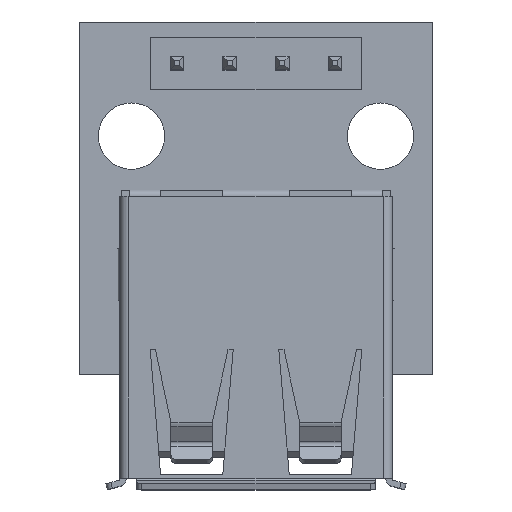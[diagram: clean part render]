
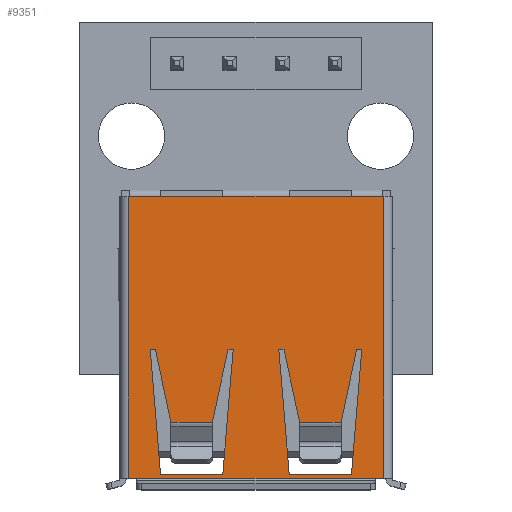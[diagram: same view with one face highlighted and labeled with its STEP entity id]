
A CAD part, top view. The second image highlights one B-rep face of the part: STEP entity #9351.
In plain terms, the highlighted planar face has unit normal (0, 0, 1).
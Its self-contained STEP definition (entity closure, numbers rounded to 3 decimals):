
#137=FACE_BOUND('',#3607,.T.);
#138=FACE_BOUND('',#3608,.T.);
#473=PLANE('',#10139);
#776=LINE('',#13414,#1765);
#787=LINE('',#13441,#1776);
#813=LINE('',#13496,#1802);
#815=LINE('',#13499,#1804);
#816=LINE('',#13501,#1805);
#826=LINE('',#13522,#1815);
#831=LINE('',#13535,#1820);
#1111=LINE('',#14590,#2100);
#1130=LINE('',#14640,#2119);
#1133=LINE('',#14650,#2122);
#1137=LINE('',#14657,#2126);
#1140=LINE('',#14663,#2129);
#1142=LINE('',#14666,#2131);
#1145=LINE('',#14672,#2134);
#1147=LINE('',#14675,#2136);
#1150=LINE('',#14694,#2139);
#1176=LINE('',#14780,#2165);
#1179=LINE('',#14788,#2168);
#1182=LINE('',#14794,#2171);
#1185=LINE('',#14800,#2174);
#1188=LINE('',#14806,#2177);
#1191=LINE('',#14810,#2180);
#1193=LINE('',#14813,#2182);
#1475=LINE('',#15536,#2464);
#1480=LINE('',#15553,#2469);
#1487=LINE('',#15579,#2476);
#1489=LINE('',#15585,#2478);
#1490=LINE('',#15587,#2479);
#1765=VECTOR('',#10802,10.);
#1776=VECTOR('',#10829,10.);
#1802=VECTOR('',#10877,10.);
#1804=VECTOR('',#10881,10.);
#1805=VECTOR('',#10884,10.);
#1815=VECTOR('',#10904,10.);
#1820=VECTOR('',#10915,10.);
#2100=VECTOR('',#11709,10.);
#2119=VECTOR('',#11764,10.);
#2122=VECTOR('',#11773,10.);
#2126=VECTOR('',#11779,10.);
#2129=VECTOR('',#11784,10.);
#2131=VECTOR('',#11788,10.);
#2134=VECTOR('',#11793,10.);
#2136=VECTOR('',#11797,10.);
#2139=VECTOR('',#11810,10.);
#2165=VECTOR('',#11894,10.);
#2168=VECTOR('',#11899,10.);
#2171=VECTOR('',#11904,10.);
#2174=VECTOR('',#11909,10.);
#2177=VECTOR('',#11914,10.);
#2180=VECTOR('',#11919,10.);
#2182=VECTOR('',#11923,10.);
#2464=VECTOR('',#12575,10.);
#2469=VECTOR('',#12598,10.);
#2476=VECTOR('',#12637,10.);
#2478=VECTOR('',#12647,10.);
#2479=VECTOR('',#12650,10.);
#3087=FACE_OUTER_BOUND('',#3606,.T.);
#3606=EDGE_LOOP('',(#8598,#8599,#8600,#8601,#8602,#8603,#8604,#8605,#8606,
#8607,#8608,#8609));
#3607=EDGE_LOOP('',(#8610,#8611,#8612,#8613,#8614,#8615,#8616,#8617,#8618,
#8619));
#3608=EDGE_LOOP('',(#8620,#8621,#8622,#8623,#8624,#8625,#8626,#8627,#8628,
#8629));
#3757=CIRCLE('',#9847,0.3);
#3762=CIRCLE('',#9856,0.3);
#3772=CIRCLE('',#9887,0.3);
#3775=CIRCLE('',#9892,0.3);
#4084=VERTEX_POINT('',#13411);
#4085=VERTEX_POINT('',#13413);
#4090=VERTEX_POINT('',#13432);
#4093=VERTEX_POINT('',#13440);
#4096=VERTEX_POINT('',#13453);
#4109=VERTEX_POINT('',#13483);
#4117=VERTEX_POINT('',#13521);
#4122=VERTEX_POINT('',#13533);
#4394=VERTEX_POINT('',#14542);
#4395=VERTEX_POINT('',#14544);
#4409=VERTEX_POINT('',#14581);
#4410=VERTEX_POINT('',#14583);
#4412=VERTEX_POINT('',#14589);
#4428=VERTEX_POINT('',#14647);
#4429=VERTEX_POINT('',#14649);
#4431=VERTEX_POINT('',#14655);
#4433=VERTEX_POINT('',#14661);
#4435=VERTEX_POINT('',#14670);
#4439=VERTEX_POINT('',#14685);
#4440=VERTEX_POINT('',#14687);
#4442=VERTEX_POINT('',#14693);
#4446=VERTEX_POINT('',#14702);
#4447=VERTEX_POINT('',#14704);
#4472=VERTEX_POINT('',#14785);
#4473=VERTEX_POINT('',#14787);
#4475=VERTEX_POINT('',#14793);
#4477=VERTEX_POINT('',#14799);
#4479=VERTEX_POINT('',#14805);
#4692=VERTEX_POINT('',#15504);
#4698=VERTEX_POINT('',#15533);
#4699=VERTEX_POINT('',#15535);
#4702=VERTEX_POINT('',#15551);
#5049=EDGE_CURVE('',#4084,#4085,#776,.T.);
#5063=EDGE_CURVE('',#4090,#4093,#787,.T.);
#5092=EDGE_CURVE('',#4109,#4090,#813,.T.);
#5094=EDGE_CURVE('',#4093,#4084,#815,.T.);
#5095=EDGE_CURVE('',#4085,#4096,#816,.T.);
#5106=EDGE_CURVE('',#4096,#4117,#826,.T.);
#5113=EDGE_CURVE('',#4122,#4109,#831,.T.);
#5525=EDGE_CURVE('',#4394,#4395,#3757,.T.);
#5541=EDGE_CURVE('',#4410,#4409,#3762,.F.);
#5544=EDGE_CURVE('',#4412,#4410,#1111,.T.);
#5570=EDGE_CURVE('',#4409,#4395,#1130,.T.);
#5574=EDGE_CURVE('',#4429,#4428,#1133,.T.);
#5578=EDGE_CURVE('',#4428,#4431,#1137,.T.);
#5581=EDGE_CURVE('',#4431,#4433,#1140,.T.);
#5583=EDGE_CURVE('',#4433,#4412,#1142,.T.);
#5586=EDGE_CURVE('',#4394,#4435,#1145,.T.);
#5588=EDGE_CURVE('',#4435,#4429,#1147,.T.);
#5592=EDGE_CURVE('',#4440,#4439,#3772,.F.);
#5595=EDGE_CURVE('',#4442,#4440,#1150,.T.);
#5600=EDGE_CURVE('',#4446,#4447,#3775,.T.);
#5637=EDGE_CURVE('',#4447,#4439,#1176,.F.);
#5640=EDGE_CURVE('',#4473,#4472,#1179,.T.);
#5643=EDGE_CURVE('',#4475,#4473,#1182,.T.);
#5646=EDGE_CURVE('',#4477,#4475,#1185,.T.);
#5649=EDGE_CURVE('',#4479,#4477,#1188,.T.);
#5652=EDGE_CURVE('',#4446,#4479,#1191,.T.);
#5654=EDGE_CURVE('',#4472,#4442,#1193,.T.);
#6000=EDGE_CURVE('',#4699,#4698,#1475,.T.);
#6008=EDGE_CURVE('',#4692,#4702,#1480,.T.);
#6022=EDGE_CURVE('',#4698,#4692,#1487,.T.);
#6024=EDGE_CURVE('',#4702,#4117,#1489,.T.);
#6025=EDGE_CURVE('',#4699,#4122,#1490,.T.);
#8598=ORIENTED_EDGE('',*,*,#6000,.T.);
#8599=ORIENTED_EDGE('',*,*,#6022,.T.);
#8600=ORIENTED_EDGE('',*,*,#6008,.T.);
#8601=ORIENTED_EDGE('',*,*,#6024,.T.);
#8602=ORIENTED_EDGE('',*,*,#5106,.F.);
#8603=ORIENTED_EDGE('',*,*,#5095,.F.);
#8604=ORIENTED_EDGE('',*,*,#5049,.F.);
#8605=ORIENTED_EDGE('',*,*,#5094,.F.);
#8606=ORIENTED_EDGE('',*,*,#5063,.F.);
#8607=ORIENTED_EDGE('',*,*,#5092,.F.);
#8608=ORIENTED_EDGE('',*,*,#5113,.F.);
#8609=ORIENTED_EDGE('',*,*,#6025,.F.);
#8610=ORIENTED_EDGE('',*,*,#5574,.T.);
#8611=ORIENTED_EDGE('',*,*,#5578,.T.);
#8612=ORIENTED_EDGE('',*,*,#5581,.T.);
#8613=ORIENTED_EDGE('',*,*,#5583,.T.);
#8614=ORIENTED_EDGE('',*,*,#5544,.T.);
#8615=ORIENTED_EDGE('',*,*,#5541,.T.);
#8616=ORIENTED_EDGE('',*,*,#5570,.T.);
#8617=ORIENTED_EDGE('',*,*,#5525,.F.);
#8618=ORIENTED_EDGE('',*,*,#5586,.T.);
#8619=ORIENTED_EDGE('',*,*,#5588,.T.);
#8620=ORIENTED_EDGE('',*,*,#5640,.T.);
#8621=ORIENTED_EDGE('',*,*,#5654,.T.);
#8622=ORIENTED_EDGE('',*,*,#5595,.T.);
#8623=ORIENTED_EDGE('',*,*,#5592,.T.);
#8624=ORIENTED_EDGE('',*,*,#5637,.F.);
#8625=ORIENTED_EDGE('',*,*,#5600,.F.);
#8626=ORIENTED_EDGE('',*,*,#5652,.T.);
#8627=ORIENTED_EDGE('',*,*,#5649,.T.);
#8628=ORIENTED_EDGE('',*,*,#5646,.T.);
#8629=ORIENTED_EDGE('',*,*,#5643,.T.);
#9351=ADVANCED_FACE('',(#3087,#137,#138),#473,.T.);
#9847=AXIS2_PLACEMENT_3D('',#14545,#11677,#11678);
#9856=AXIS2_PLACEMENT_3D('',#14584,#11702,#11703);
#9887=AXIS2_PLACEMENT_3D('',#14688,#11803,#11804);
#9892=AXIS2_PLACEMENT_3D('',#14705,#11818,#11819);
#10139=AXIS2_PLACEMENT_3D('',#15586,#12648,#12649);
#10802=DIRECTION('',(1.,0.,0.));
#10829=DIRECTION('',(1.,0.,0.));
#10877=DIRECTION('',(1.,0.,0.));
#10881=DIRECTION('',(1.,0.,0.));
#10884=DIRECTION('',(1.,0.,0.));
#10904=DIRECTION('',(1.,0.,0.));
#10915=DIRECTION('',(1.,0.,0.));
#11677=DIRECTION('center_axis',(0.,0.,1.));
#11678=DIRECTION('ref_axis',(-0.994,0.105,0.));
#11702=DIRECTION('center_axis',(0.,0.,1.));
#11703=DIRECTION('ref_axis',(0.994,0.105,0.));
#11709=DIRECTION('',(0.21,-0.978,0.));
#11764=DIRECTION('',(1.,0.,0.));
#11773=DIRECTION('',(-0.083,-0.997,0.));
#11779=DIRECTION('',(-1.,0.,0.));
#11784=DIRECTION('',(-0.083,0.997,0.));
#11788=DIRECTION('',(1.,0.,0.));
#11793=DIRECTION('',(0.21,0.978,0.));
#11797=DIRECTION('',(1.,0.,0.));
#11803=DIRECTION('center_axis',(0.,0.,1.));
#11804=DIRECTION('ref_axis',(0.994,0.105,0.));
#11810=DIRECTION('',(0.21,-0.978,0.));
#11818=DIRECTION('center_axis',(0.,0.,1.));
#11819=DIRECTION('ref_axis',(-0.994,0.105,0.));
#11894=DIRECTION('',(1.,0.,0.));
#11899=DIRECTION('',(-0.083,0.997,0.));
#11904=DIRECTION('',(-1.,0.,0.));
#11909=DIRECTION('',(-0.083,-0.997,0.));
#11914=DIRECTION('',(1.,0.,0.));
#11919=DIRECTION('',(0.21,0.978,0.));
#11923=DIRECTION('',(1.,0.,0.));
#12575=DIRECTION('',(1.,0.,0.));
#12598=DIRECTION('',(1.,0.,0.));
#12637=DIRECTION('',(1.,0.,0.));
#12647=DIRECTION('',(0.,1.,0.));
#12648=DIRECTION('center_axis',(0.,0.,1.));
#12649=DIRECTION('ref_axis',(1.,0.,0.));
#12650=DIRECTION('',(0.,1.,0.));
#13411=CARTESIAN_POINT('',(1.6,8.585,8.07));
#13413=CARTESIAN_POINT('',(4.6,8.585,8.07));
#13414=CARTESIAN_POINT('',(-6.15,8.585,8.07));
#13432=CARTESIAN_POINT('',(-4.6,8.585,8.07));
#13440=CARTESIAN_POINT('',(-1.6,8.585,8.07));
#13441=CARTESIAN_POINT('',(-6.15,8.585,8.07));
#13453=CARTESIAN_POINT('',(6.1,8.585,8.07));
#13483=CARTESIAN_POINT('',(-6.1,8.585,8.07));
#13496=CARTESIAN_POINT('',(-6.15,8.585,8.07));
#13499=CARTESIAN_POINT('',(-6.15,8.585,8.07));
#13501=CARTESIAN_POINT('',(-6.15,8.585,8.07));
#13521=CARTESIAN_POINT('',(6.15,8.585,8.07));
#13522=CARTESIAN_POINT('',(-6.15,8.585,8.07));
#13533=CARTESIAN_POINT('',(-6.15,8.585,8.07));
#13535=CARTESIAN_POINT('',(-6.15,8.585,8.07));
#14542=CARTESIAN_POINT('',(4.107,-2.269,8.07));
#14544=CARTESIAN_POINT('',(4.102,-2.3,8.07));
#14545=CARTESIAN_POINT('Origin',(4.4,-2.332,8.07));
#14581=CARTESIAN_POINT('',(2.098,-2.3,8.07));
#14583=CARTESIAN_POINT('',(2.093,-2.269,8.07));
#14584=CARTESIAN_POINT('Origin',(1.8,-2.332,8.07));
#14589=CARTESIAN_POINT('',(1.35,1.2,8.07));
#14590=CARTESIAN_POINT('',(2.195,-2.746,8.07));
#14640=CARTESIAN_POINT('',(-1.025,-2.3,8.07));
#14647=CARTESIAN_POINT('',(4.6,-4.8,8.07));
#14649=CARTESIAN_POINT('',(5.1,1.2,8.07));
#14650=CARTESIAN_POINT('',(4.555,-5.344,8.07));
#14655=CARTESIAN_POINT('',(1.6,-4.8,8.07));
#14657=CARTESIAN_POINT('',(-1.525,-4.8,8.07));
#14661=CARTESIAN_POINT('',(1.1,1.2,8.07));
#14663=CARTESIAN_POINT('',(1.332,-1.579,8.07));
#14666=CARTESIAN_POINT('',(-2.4,1.2,8.07));
#14670=CARTESIAN_POINT('',(4.85,1.2,8.07));
#14672=CARTESIAN_POINT('',(3.973,-2.891,8.07));
#14675=CARTESIAN_POINT('',(-0.525,1.2,8.07));
#14685=CARTESIAN_POINT('',(-4.102,-2.3,8.07));
#14687=CARTESIAN_POINT('',(-4.107,-2.269,8.07));
#14688=CARTESIAN_POINT('Origin',(-4.4,-2.332,8.07));
#14693=CARTESIAN_POINT('',(-4.85,1.2,8.07));
#14694=CARTESIAN_POINT('',(-4.243,-1.631,8.07));
#14702=CARTESIAN_POINT('',(-2.093,-2.269,8.07));
#14704=CARTESIAN_POINT('',(-2.098,-2.3,8.07));
#14705=CARTESIAN_POINT('Origin',(-1.8,-2.332,8.07));
#14780=CARTESIAN_POINT('',(-3.1,-2.3,8.07));
#14785=CARTESIAN_POINT('',(-5.1,1.2,8.07));
#14787=CARTESIAN_POINT('',(-4.6,-4.8,8.07));
#14788=CARTESIAN_POINT('',(-4.597,-4.835,8.07));
#14793=CARTESIAN_POINT('',(-1.6,-4.8,8.07));
#14794=CARTESIAN_POINT('',(-4.625,-4.8,8.07));
#14799=CARTESIAN_POINT('',(-1.1,1.2,8.07));
#14800=CARTESIAN_POINT('',(-1.374,-2.088,8.07));
#14805=CARTESIAN_POINT('',(-1.35,1.2,8.07));
#14806=CARTESIAN_POINT('',(-3.75,1.2,8.07));
#14810=CARTESIAN_POINT('',(-2.465,-4.006,8.07));
#14813=CARTESIAN_POINT('',(-5.625,1.2,8.07));
#15504=CARTESIAN_POINT('',(5.75,-5.,8.07));
#15533=CARTESIAN_POINT('',(-5.75,-5.,8.07));
#15535=CARTESIAN_POINT('',(-6.15,-5.,8.07));
#15536=CARTESIAN_POINT('',(-6.15,-5.,8.07));
#15551=CARTESIAN_POINT('',(6.15,-5.,8.07));
#15553=CARTESIAN_POINT('',(-6.15,-5.,8.07));
#15579=CARTESIAN_POINT('',(-6.15,-5.,8.07));
#15585=CARTESIAN_POINT('',(6.15,-5.,8.07));
#15586=CARTESIAN_POINT('Origin',(-6.15,-5.,8.07));
#15587=CARTESIAN_POINT('',(-6.15,-5.,8.07));
